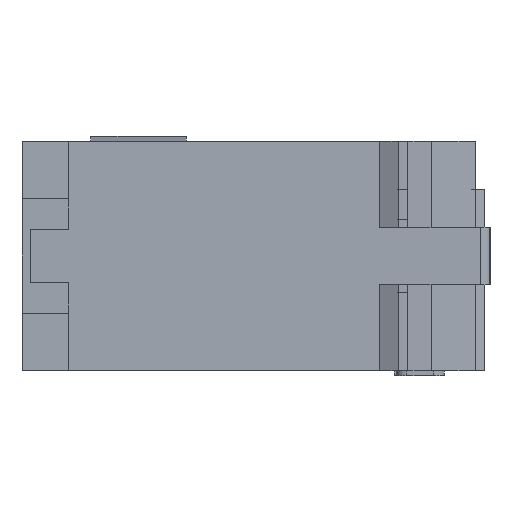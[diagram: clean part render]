
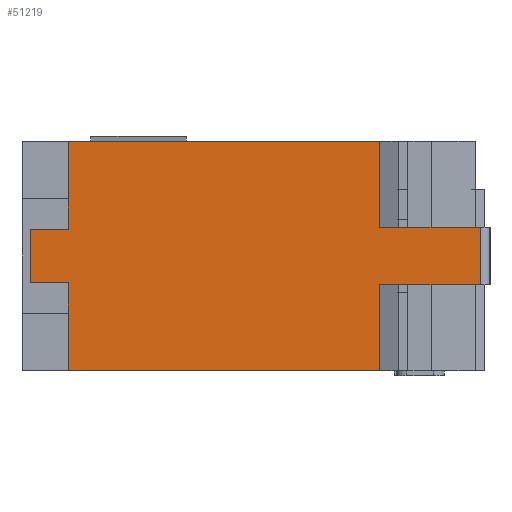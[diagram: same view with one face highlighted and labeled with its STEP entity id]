
A CAD part, left-side view. The second image highlights one B-rep face of the part: STEP entity #51219.
In plain terms, the highlighted planar face has unit normal (-1, 0, 0).
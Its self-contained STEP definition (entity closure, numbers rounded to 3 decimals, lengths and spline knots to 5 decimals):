
#4001=FACE_OUTER_BOUND('',#6653,.T.);
#6653=EDGE_LOOP('',(#40661,#40662,#40663,#40664,#40665,#40666,#40667,#40668,
#40669,#40670,#40671,#40672));
#11662=LINE('',#81869,#17564);
#11669=LINE('',#81884,#17571);
#11670=LINE('',#81887,#17572);
#11671=LINE('',#81889,#17573);
#11672=LINE('',#81891,#17574);
#11673=LINE('',#81893,#17575);
#11674=LINE('',#81895,#17576);
#11675=LINE('',#81897,#17577);
#11676=LINE('',#81899,#17578);
#11677=LINE('',#81901,#17579);
#11678=LINE('',#81903,#17580);
#11679=LINE('',#81904,#17581);
#17564=VECTOR('',#64031,0.3937);
#17571=VECTOR('',#64042,0.3937);
#17572=VECTOR('',#64045,0.3937);
#17573=VECTOR('',#64046,0.3937);
#17574=VECTOR('',#64047,0.3937);
#17575=VECTOR('',#64048,0.3937);
#17576=VECTOR('',#64049,0.3937);
#17577=VECTOR('',#64050,0.3937);
#17578=VECTOR('',#64051,0.3937);
#17579=VECTOR('',#64052,0.3937);
#17580=VECTOR('',#64053,0.3937);
#17581=VECTOR('',#64054,0.3937);
#22468=VERTEX_POINT('',#81866);
#22469=VERTEX_POINT('',#81868);
#22475=VERTEX_POINT('',#81882);
#22476=VERTEX_POINT('',#81886);
#22477=VERTEX_POINT('',#81888);
#22478=VERTEX_POINT('',#81890);
#22479=VERTEX_POINT('',#81892);
#22480=VERTEX_POINT('',#81894);
#22481=VERTEX_POINT('',#81896);
#22482=VERTEX_POINT('',#81898);
#22483=VERTEX_POINT('',#81900);
#22484=VERTEX_POINT('',#81902);
#28815=EDGE_CURVE('',#22468,#22469,#11662,.T.);
#28823=EDGE_CURVE('',#22475,#22468,#11669,.T.);
#28824=EDGE_CURVE('',#22476,#22475,#11670,.T.);
#28825=EDGE_CURVE('',#22476,#22477,#11671,.T.);
#28826=EDGE_CURVE('',#22478,#22477,#11672,.T.);
#28827=EDGE_CURVE('',#22478,#22479,#11673,.T.);
#28828=EDGE_CURVE('',#22479,#22480,#11674,.T.);
#28829=EDGE_CURVE('',#22480,#22481,#11675,.T.);
#28830=EDGE_CURVE('',#22481,#22482,#11676,.T.);
#28831=EDGE_CURVE('',#22482,#22483,#11677,.T.);
#28832=EDGE_CURVE('',#22484,#22483,#11678,.T.);
#28833=EDGE_CURVE('',#22484,#22469,#11679,.T.);
#40661=ORIENTED_EDGE('',*,*,#28823,.F.);
#40662=ORIENTED_EDGE('',*,*,#28824,.F.);
#40663=ORIENTED_EDGE('',*,*,#28825,.T.);
#40664=ORIENTED_EDGE('',*,*,#28826,.F.);
#40665=ORIENTED_EDGE('',*,*,#28827,.T.);
#40666=ORIENTED_EDGE('',*,*,#28828,.T.);
#40667=ORIENTED_EDGE('',*,*,#28829,.T.);
#40668=ORIENTED_EDGE('',*,*,#28830,.T.);
#40669=ORIENTED_EDGE('',*,*,#28831,.T.);
#40670=ORIENTED_EDGE('',*,*,#28832,.F.);
#40671=ORIENTED_EDGE('',*,*,#28833,.T.);
#40672=ORIENTED_EDGE('',*,*,#28815,.F.);
#45965=PLANE('',#54301);
#51219=ADVANCED_FACE('',(#4001),#45965,.T.);
#54301=AXIS2_PLACEMENT_3D('',#81885,#64043,#64044);
#64031=DIRECTION('',(0.,1.,0.));
#64042=DIRECTION('',(0.,0.,-1.));
#64043=DIRECTION('center_axis',(-1.,0.,0.));
#64044=DIRECTION('ref_axis',(0.,1.,0.));
#64045=DIRECTION('',(0.,-1.,0.));
#64046=DIRECTION('',(0.,0.,1.));
#64047=DIRECTION('',(0.,-1.,0.));
#64048=DIRECTION('',(0.,0.,-1.));
#64049=DIRECTION('',(0.,1.,0.));
#64050=DIRECTION('',(0.,0.,-1.));
#64051=DIRECTION('',(0.,-1.,0.));
#64052=DIRECTION('',(0.,0.,-1.));
#64053=DIRECTION('',(0.,1.,0.));
#64054=DIRECTION('',(0.,0.,1.));
#81866=CARTESIAN_POINT('',(-0.55326,-0.30073,-0.0325));
#81868=CARTESIAN_POINT('',(-0.55326,-0.1952,-0.0325));
#81869=CARTESIAN_POINT('',(-0.55326,-0.31073,-0.0325));
#81882=CARTESIAN_POINT('',(-0.55326,-0.30073,0.0275));
#81884=CARTESIAN_POINT('',(-0.55326,-0.30073,-0.0025));
#81885=CARTESIAN_POINT('Origin',(-0.55326,-0.31073,
-0.0025));
#81886=CARTESIAN_POINT('',(-0.55326,-0.1952,0.0275));
#81887=CARTESIAN_POINT('',(-0.55326,-0.1952,0.0275));
#81888=CARTESIAN_POINT('',(-0.55326,-0.1952,0.1175));
#81889=CARTESIAN_POINT('',(-0.55326,-0.1952,0.0575));
#81890=CARTESIAN_POINT('',(-0.55326,0.13027,0.1175));
#81891=CARTESIAN_POINT('',(-0.55326,-0.31073,0.1175));
#81892=CARTESIAN_POINT('',(-0.55326,0.13027,0.0255));
#81893=CARTESIAN_POINT('',(-0.55326,0.13027,0.0575));
#81894=CARTESIAN_POINT('',(-0.55326,0.17027,0.0255));
#81895=CARTESIAN_POINT('',(-0.55326,-0.15861,0.0255));
#81896=CARTESIAN_POINT('',(-0.55326,0.17027,-0.0305));
#81897=CARTESIAN_POINT('',(-0.55326,0.17027,-0.0025));
#81898=CARTESIAN_POINT('',(-0.55326,0.13027,-0.0305));
#81899=CARTESIAN_POINT('',(-0.55326,-0.15861,-0.0305));
#81900=CARTESIAN_POINT('',(-0.55326,0.13027,-0.1225));
#81901=CARTESIAN_POINT('',(-0.55326,0.13027,-0.0625));
#81902=CARTESIAN_POINT('',(-0.55326,-0.1952,-0.1225));
#81903=CARTESIAN_POINT('',(-0.55326,-0.31073,-0.1225));
#81904=CARTESIAN_POINT('',(-0.55326,-0.1952,-0.0625));
